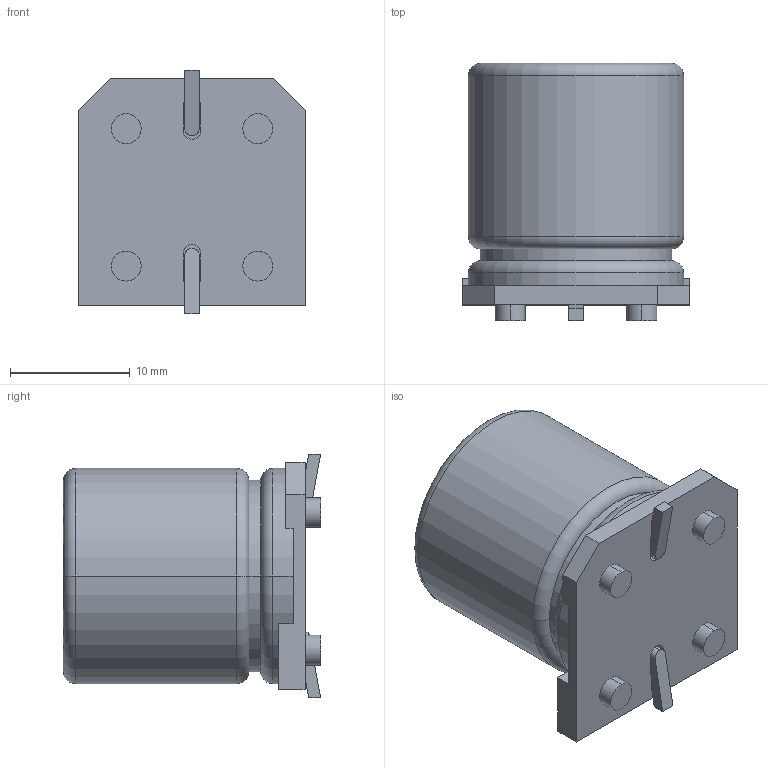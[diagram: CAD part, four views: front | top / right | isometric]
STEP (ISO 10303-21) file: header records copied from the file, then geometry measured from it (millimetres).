
FILE_DESCRIPTION (( 'STEP AP214' ), '1' );
FILE_NAME ('SMD-CAP-ALU-K21.STEP', '2021-04-01T13:10:10', ( '' ), ( '' ), 'SwSTEP 2.0', 'SolidWorks 2019', '' );
FILE_SCHEMA (( 'AUTOMOTIVE_DESIGN' ));
Length unit declared in the file: millimetre
Products named in the file (4): P; CAN; Foot; SMD-CAP-ALU-K21
Assembly tree (4 placements, depth 2):
  SMD-CAP-ALU-K21
    Foot
    P  x2
    CAN
Bounding box: 19 x 21.5 x 20.4 mm (x, y, z)
Volume: 5257.5 mm3; surface area: 2586.9 mm2
Topology: 4 solids, 4 shells, 103 faces, 252 edges, 164 vertices
Faces by surface type: plane 62, cylinder 25, bspline 10, torus 6
Entity records: 3586 total; most frequent: CARTESIAN_POINT 1132, ORIENTED_EDGE 474, DIRECTION 450, EDGE_CURVE 237, LINE 162, VECTOR 162, VERTEX_POINT 154, AXIS2_PLACEMENT_3D 144
